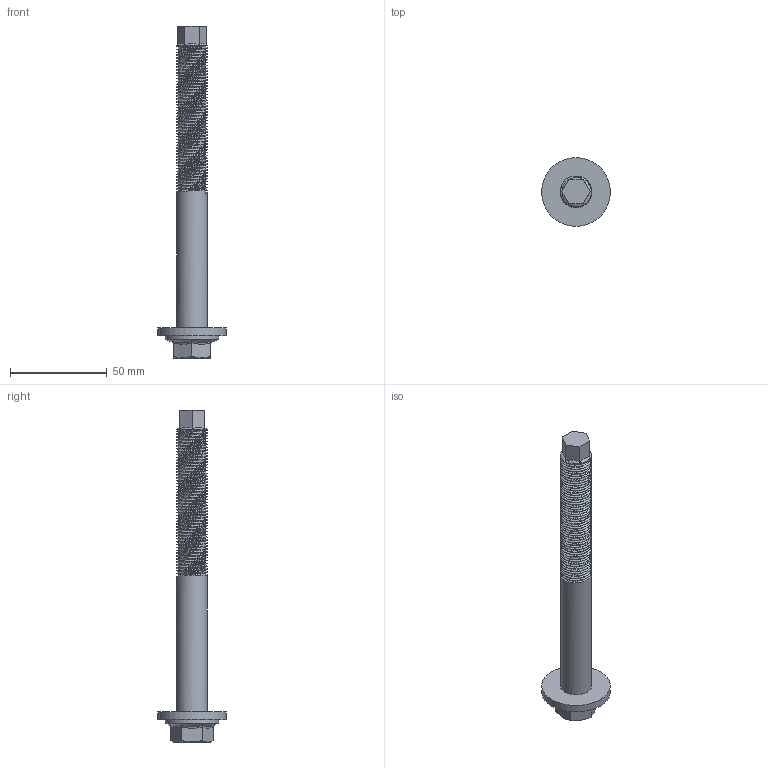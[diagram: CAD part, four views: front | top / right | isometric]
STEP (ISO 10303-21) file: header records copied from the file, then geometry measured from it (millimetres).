
FILE_DESCRIPTION(/* description */ (''),/* implementation_level */ '2;1');
FILE_NAME(/* name */ 'BYDS00273677_001-CADBOM分支_1_stp-v3_2.stp',/* time_stamp */ '2024-07-01T15:14:00+08:00',/* author */ (''),/* organization */ (''),/* preprocessor_version */ 'ST-DEVELOPER v16.7',/* originating_system */ 'SIEMENS PLM Software NX 1946',/* authorisation */ '');
FILE_SCHEMA (('AUTOMOTIVE_DESIGN { 1 0 10303 214 3 1 1 1 }'));
Length unit declared in the file: millimetre
Products named in the file (1): zhenA0B01562ml87
Bounding box: 35.5 x 35.5 x 171.5 mm (x, y, z)
Volume: 3134.7 mm3; surface area: 17796.9 mm2
Topology: 1 solids, 2 shells, 99 faces, 266 edges, 174 vertices
Faces by surface type: cylinder 63, plane 22, bspline 8, torus 3, cone 3
Full cylindrical faces by diameter (mm): 16 x51, 16.2 x1, 27.5 x1, 35.5 x1
Entity records: 8303 total; most frequent: CARTESIAN_POINT 7287, ORIENTED_EDGE 200, DIRECTION 166, EDGE_CURVE 100, VERTEX_POINT 69, EDGE_LOOP 67, AXIS2_PLACEMENT_3D 64, ADVANCED_FACE 50
